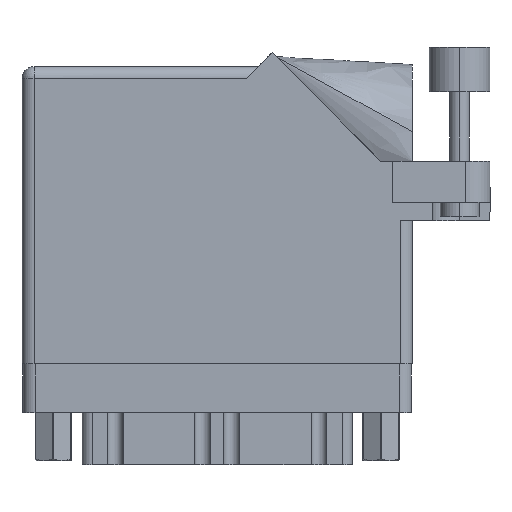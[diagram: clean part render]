
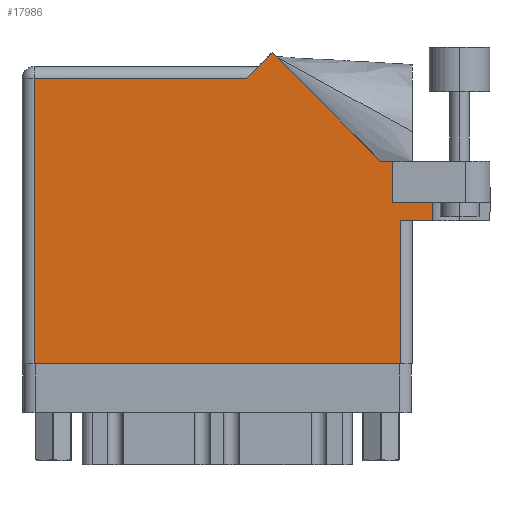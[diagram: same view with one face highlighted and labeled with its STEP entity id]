
A CAD part, front view. The second image highlights one B-rep face of the part: STEP entity #17986.
In plain terms, the highlighted face is planar.
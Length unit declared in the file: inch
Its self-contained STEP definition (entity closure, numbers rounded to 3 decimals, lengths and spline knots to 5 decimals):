
#136 = DIRECTION ( 'NONE',  ( -0.707, 0.707, 0. ) ) ;
#220 = CARTESIAN_POINT ( 'NONE',  ( 2.1115, 0.737, 0. ) ) ;
#363 = EDGE_CURVE ( 'NONE', #11682, #19692, #22140, .T. ) ;
#1424 = PLANE ( 'NONE',  #26101 ) ;
#1721 = VECTOR ( 'NONE', #38408, 39.37008 ) ;
#3367 = EDGE_LOOP ( 'NONE', ( #37392, #30701, #41957, #44940, #24232, #36396, #29747, #42925, #33178, #39476, #12110 ) ) ;
#3833 = VERTEX_POINT ( 'NONE', #4620 ) ;
#4620 = CARTESIAN_POINT ( 'NONE',  ( 2.1115, 0.831, 0. ) ) ;
#5054 = CARTESIAN_POINT ( 'NONE',  ( 1.217, 1.53, 0. ) ) ;
#7474 = EDGE_CURVE ( 'NONE', #21712, #11682, #24409, .T. ) ;
#7640 = EDGE_CURVE ( 'NONE', #16810, #30176, #32589, .T. ) ;
#8286 = VECTOR ( 'NONE', #42851, 39.37008 ) ;
#10251 = EDGE_CURVE ( 'NONE', #3833, #27702, #23836, .T. ) ;
#11267 = CARTESIAN_POINT ( 'NONE',  ( 1.91, 0.831, 0. ) ) ;
#11682 = VERTEX_POINT ( 'NONE', #31999 ) ;
#11829 = VECTOR ( 'NONE', #46467, 39.37008 ) ;
#12110 = ORIENTED_EDGE ( 'NONE', *, *, #36986, .T. ) ;
#12429 = DIRECTION ( 'NONE',  ( -1., 0., 0. ) ) ;
#12544 = LINE ( 'NONE', #5054, #42875 ) ;
#12745 = EDGE_CURVE ( 'NONE', #41670, #3833, #47172, .T. ) ;
#13334 = LINE ( 'NONE', #46399, #23234 ) ;
#14350 = VECTOR ( 'NONE', #12429, 39.37008 ) ;
#14701 = DIRECTION ( 'NONE',  ( 0., 1., 0. ) ) ;
#15064 = EDGE_CURVE ( 'NONE', #47646, #16810, #19765, .T. ) ;
#15731 = VECTOR ( 'NONE', #24086, 39.37008 ) ;
#15906 = CARTESIAN_POINT ( 'NONE',  ( 0., 0., 0. ) ) ;
#16179 = DIRECTION ( 'NONE',  ( 0., 0., -1. ) ) ;
#16810 = VERTEX_POINT ( 'NONE', #28520 ) ;
#17027 = LINE ( 'NONE', #28139, #11829 ) ;
#17986 = ADVANCED_FACE ( 'NONE', ( #45865 ), #1424, .F. ) ;
#18165 = VECTOR ( 'NONE', #34493, 39.37008 ) ;
#19370 = CARTESIAN_POINT ( 'NONE',  ( 1.155, 1.468, 0. ) ) ;
#19692 = VERTEX_POINT ( 'NONE', #21110 ) ;
#19765 = LINE ( 'NONE', #15906, #18165 ) ;
#19790 = DIRECTION ( 'NONE',  ( -0.707, -0.707, 0. ) ) ;
#20268 = DIRECTION ( 'NONE',  ( -1., 0., 0. ) ) ;
#21110 = CARTESIAN_POINT ( 'NONE',  ( 1.28771, 1.60071, 0. ) ) ;
#21712 = VERTEX_POINT ( 'NONE', #44135 ) ;
#22140 = LINE ( 'NONE', #47040, #46598 ) ;
#23234 = VECTOR ( 'NONE', #35067, 39.37008 ) ;
#23836 = LINE ( 'NONE', #38544, #37494 ) ;
#23920 = CARTESIAN_POINT ( 'NONE',  ( 0.062, 1.468, 0. ) ) ;
#23984 = EDGE_CURVE ( 'NONE', #39031, #33481, #27887, .T. ) ;
#24086 = DIRECTION ( 'NONE',  ( 1., 0., 0. ) ) ;
#24232 = ORIENTED_EDGE ( 'NONE', *, *, #12745, .F. ) ;
#24409 = LINE ( 'NONE', #31660, #1721 ) ;
#25392 = CARTESIAN_POINT ( 'NONE',  ( 0.062, 0., 0. ) ) ;
#26101 = AXIS2_PLACEMENT_3D ( 'NONE', #42003, #16179, #20268 ) ;
#27702 = VERTEX_POINT ( 'NONE', #220 ) ;
#27887 = LINE ( 'NONE', #38726, #14350 ) ;
#27930 = DIRECTION ( 'NONE',  ( 0., -1., 0. ) ) ;
#28139 = CARTESIAN_POINT ( 'NONE',  ( 0.062, 0., 0. ) ) ;
#28520 = CARTESIAN_POINT ( 'NONE',  ( 1.948, 0., 0. ) ) ;
#29747 = ORIENTED_EDGE ( 'NONE', *, *, #7474, .T. ) ;
#30176 = VERTEX_POINT ( 'NONE', #47368 ) ;
#30701 = ORIENTED_EDGE ( 'NONE', *, *, #7640, .T. ) ;
#31580 = LINE ( 'NONE', #38317, #15731 ) ;
#31660 = CARTESIAN_POINT ( 'NONE',  ( 2.41, 1.044, 0. ) ) ;
#31999 = CARTESIAN_POINT ( 'NONE',  ( 1.84442, 1.044, 0. ) ) ;
#32250 = EDGE_CURVE ( 'NONE', #41670, #21712, #13334, .T. ) ;
#32367 = CARTESIAN_POINT ( 'NONE',  ( 1.948, 0.737, 0. ) ) ;
#32589 = LINE ( 'NONE', #32367, #38745 ) ;
#33178 = ORIENTED_EDGE ( 'NONE', *, *, #47198, .T. ) ;
#33481 = VERTEX_POINT ( 'NONE', #23920 ) ;
#34493 = DIRECTION ( 'NONE',  ( 1., 0., 0. ) ) ;
#35067 = DIRECTION ( 'NONE',  ( 0., 1., 0. ) ) ;
#36396 = ORIENTED_EDGE ( 'NONE', *, *, #32250, .T. ) ;
#36986 = EDGE_CURVE ( 'NONE', #33481, #47646, #17027, .T. ) ;
#37392 = ORIENTED_EDGE ( 'NONE', *, *, #15064, .T. ) ;
#37494 = VECTOR ( 'NONE', #27930, 39.37008 ) ;
#38317 = CARTESIAN_POINT ( 'NONE',  ( 2.01, 0.737, 0. ) ) ;
#38408 = DIRECTION ( 'NONE',  ( -1., 0., 0. ) ) ;
#38544 = CARTESIAN_POINT ( 'NONE',  ( 2.1115, 1.16177, 0. ) ) ;
#38726 = CARTESIAN_POINT ( 'NONE',  ( 0., 1.468, 0. ) ) ;
#38745 = VECTOR ( 'NONE', #14701, 39.37008 ) ;
#39031 = VERTEX_POINT ( 'NONE', #19370 ) ;
#39428 = EDGE_CURVE ( 'NONE', #30176, #27702, #31580, .T. ) ;
#39452 = CARTESIAN_POINT ( 'NONE',  ( 1.91, 0.831, 0. ) ) ;
#39476 = ORIENTED_EDGE ( 'NONE', *, *, #23984, .T. ) ;
#41670 = VERTEX_POINT ( 'NONE', #11267 ) ;
#41957 = ORIENTED_EDGE ( 'NONE', *, *, #39428, .T. ) ;
#42003 = CARTESIAN_POINT ( 'NONE',  ( 0., 1.53, 0. ) ) ;
#42851 = DIRECTION ( 'NONE',  ( 1., 0., 0. ) ) ;
#42875 = VECTOR ( 'NONE', #19790, 39.37008 ) ;
#42925 = ORIENTED_EDGE ( 'NONE', *, *, #363, .T. ) ;
#44135 = CARTESIAN_POINT ( 'NONE',  ( 1.91, 1.044, 0. ) ) ;
#44940 = ORIENTED_EDGE ( 'NONE', *, *, #10251, .F. ) ;
#45865 = FACE_OUTER_BOUND ( 'NONE', #3367, .T. ) ;
#46399 = CARTESIAN_POINT ( 'NONE',  ( 1.91, 0.831, 0. ) ) ;
#46467 = DIRECTION ( 'NONE',  ( 0., -1., 0. ) ) ;
#46598 = VECTOR ( 'NONE', #136, 39.37008 ) ;
#47040 = CARTESIAN_POINT ( 'NONE',  ( 1.84442, 1.044, 0. ) ) ;
#47172 = LINE ( 'NONE', #39452, #8286 ) ;
#47198 = EDGE_CURVE ( 'NONE', #19692, #39031, #12544, .T. ) ;
#47368 = CARTESIAN_POINT ( 'NONE',  ( 1.948, 0.737, 0. ) ) ;
#47646 = VERTEX_POINT ( 'NONE', #25392 ) ;
